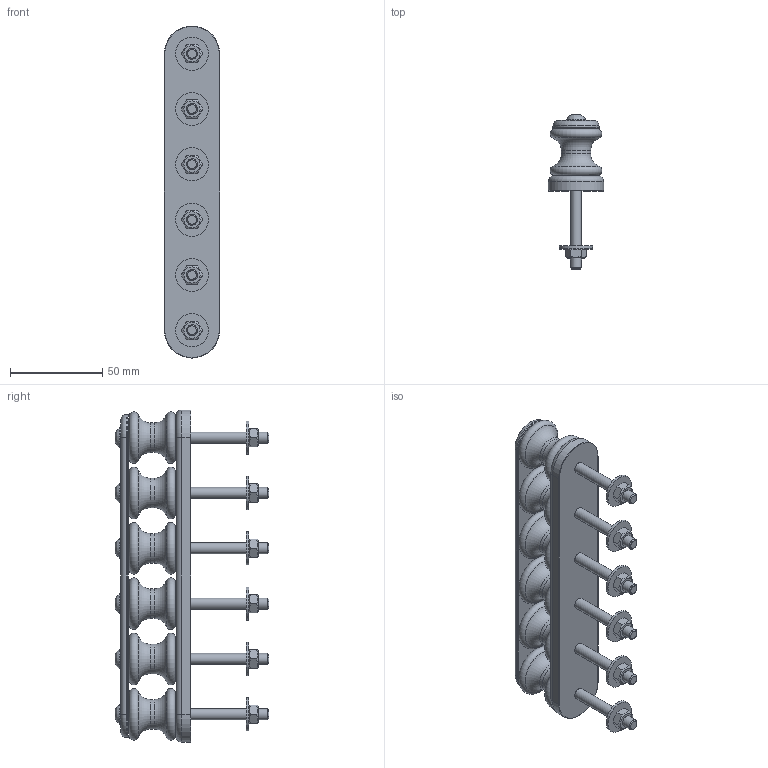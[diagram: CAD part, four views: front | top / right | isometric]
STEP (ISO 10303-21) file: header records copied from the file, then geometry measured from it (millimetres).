
FILE_DESCRIPTION(/* description */ (''),/* implementation_level */ '2;1');
FILE_NAME(/* name */ '516.032.stp',/* time_stamp */ '2019-05-10T15:59:31+02:00',/* author */ ('gianni'),/* organization */ (''),/* preprocessor_version */ 'ST-DEVELOPER v16.5',/* originating_system */ 'Autodesk Inventor 2017',/* authorisation */ '');
FILE_SCHEMA (('AUTOMOTIVE_DESIGN { 1 0 10303 214 3 1 1 }'));
Length unit declared in the file: millimetre
Products named in the file (1): 19051008
Bounding box: 30 x 83.3 x 180 mm (x, y, z)
Volume: 126922.2 mm3; surface area: 49243.8 mm2
Topology: 1 solids, 1 shells, 490 faces, 854 edges, 614 vertices
Faces by surface type: sphere 192, plane 134, cylinder 72, torus 50, cone 36, bspline 6
Full cylindrical faces by diameter (mm): 6 x12, 6.4 x6, 10 x12, 10.5 x6, 11.7 x6, 12 x6, 16 x6, 18 x6
Entity records: 11022 total; most frequent: CARTESIAN_POINT 2193, DIRECTION 1922, ORIENTED_EDGE 1348, AXIS2_PLACEMENT_3D 913, EDGE_LOOP 886, EDGE_CURVE 674, VERTEX_POINT 572, FACE_OUTER_BOUND 490
